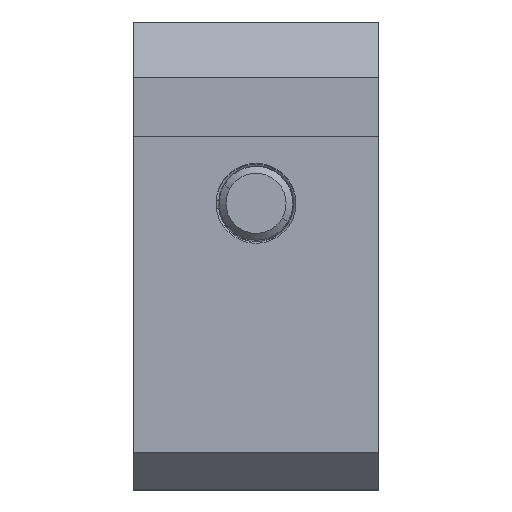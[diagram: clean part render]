
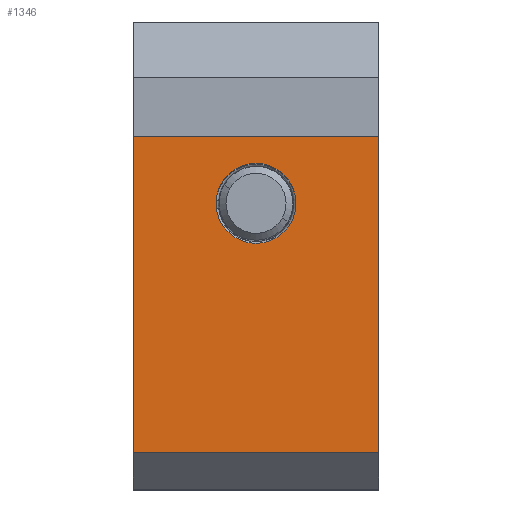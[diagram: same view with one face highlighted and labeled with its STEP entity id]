
A CAD part, top view. The second image highlights one B-rep face of the part: STEP entity #1346.
In plain terms, the highlighted face is planar.
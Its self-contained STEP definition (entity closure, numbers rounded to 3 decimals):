
#80 = VECTOR ( 'NONE', #807, 1000. ) ;
#133 = EDGE_CURVE ( 'NONE', #1186, #954, #171, .T. ) ;
#171 = LINE ( 'NONE', #960, #839 ) ;
#194 = PLANE ( 'NONE',  #1100 ) ;
#208 = CARTESIAN_POINT ( 'NONE',  ( 20., 0., 10.434 ) ) ;
#250 = VECTOR ( 'NONE', #550, 1000. ) ;
#254 = EDGE_CURVE ( 'NONE', #954, #326, #670, .T. ) ;
#326 = VERTEX_POINT ( 'NONE', #1149 ) ;
#421 = VECTOR ( 'NONE', #473, 1000. ) ;
#463 = VERTEX_POINT ( 'NONE', #1027 ) ;
#469 = VERTEX_POINT ( 'NONE', #1472 ) ;
#473 = DIRECTION ( 'NONE',  ( -1., 0., 0. ) ) ;
#512 = CIRCLE ( 'NONE', #1281, 3.25 ) ;
#550 = DIRECTION ( 'NONE',  ( -1., 0., 0. ) ) ;
#566 = EDGE_CURVE ( 'NONE', #463, #868, #512, .T. ) ;
#622 = LINE ( 'NONE', #1828, #80 ) ;
#627 = ORIENTED_EDGE ( 'NONE', *, *, #133, .F. ) ;
#670 = LINE ( 'NONE', #1881, #250 ) ;
#683 = ORIENTED_EDGE ( 'NONE', *, *, #1305, .T. ) ;
#685 = DIRECTION ( 'NONE',  ( 0., 1., 0. ) ) ;
#705 = EDGE_LOOP ( 'NONE', ( #1145, #865 ) ) ;
#724 = ORIENTED_EDGE ( 'NONE', *, *, #1089, .T. ) ;
#804 = DIRECTION ( 'NONE',  ( 0., 0., -1. ) ) ;
#807 = DIRECTION ( 'NONE',  ( 0., 0., -1. ) ) ;
#830 = CARTESIAN_POINT ( 'NONE',  ( 20., 0., 10.434 ) ) ;
#839 = VECTOR ( 'NONE', #804, 1000. ) ;
#841 = FACE_BOUND ( 'NONE', #705, .T. ) ;
#842 = CARTESIAN_POINT ( 'NONE',  ( 10., 0., 4.984 ) ) ;
#865 = ORIENTED_EDGE ( 'NONE', *, *, #1224, .T. ) ;
#868 = VERTEX_POINT ( 'NONE', #1738 ) ;
#954 = VERTEX_POINT ( 'NONE', #1244 ) ;
#960 = CARTESIAN_POINT ( 'NONE',  ( 20., 0., 10.434 ) ) ;
#992 = DIRECTION ( 'NONE',  ( 0., 0., 1. ) ) ;
#1027 = CARTESIAN_POINT ( 'NONE',  ( 10., 0., 1.734 ) ) ;
#1062 = DIRECTION ( 'NONE',  ( 0., 0., 1. ) ) ;
#1076 = LINE ( 'NONE', #830, #421 ) ;
#1089 = EDGE_CURVE ( 'NONE', #1186, #469, #1076, .T. ) ;
#1100 = AXIS2_PLACEMENT_3D ( 'NONE', #208, #1683, #1378 ) ;
#1124 = CIRCLE ( 'NONE', #1570, 3.25 ) ;
#1145 = ORIENTED_EDGE ( 'NONE', *, *, #566, .T. ) ;
#1149 = CARTESIAN_POINT ( 'NONE',  ( 0., 0., -15.266 ) ) ;
#1186 = VERTEX_POINT ( 'NONE', #1375 ) ;
#1224 = EDGE_CURVE ( 'NONE', #868, #463, #1124, .T. ) ;
#1244 = CARTESIAN_POINT ( 'NONE',  ( 20., 0., -15.266 ) ) ;
#1281 = AXIS2_PLACEMENT_3D ( 'NONE', #1657, #1634, #1062 ) ;
#1305 = EDGE_CURVE ( 'NONE', #469, #326, #622, .T. ) ;
#1346 = ADVANCED_FACE ( 'NONE', ( #841, #1365 ), #194, .F. ) ;
#1365 = FACE_OUTER_BOUND ( 'NONE', #1493, .T. ) ;
#1375 = CARTESIAN_POINT ( 'NONE',  ( 20., 0., 10.434 ) ) ;
#1378 = DIRECTION ( 'NONE',  ( 0., 0., 1. ) ) ;
#1472 = CARTESIAN_POINT ( 'NONE',  ( 0., 0., 10.434 ) ) ;
#1493 = EDGE_LOOP ( 'NONE', ( #683, #1564, #627, #724 ) ) ;
#1564 = ORIENTED_EDGE ( 'NONE', *, *, #254, .F. ) ;
#1570 = AXIS2_PLACEMENT_3D ( 'NONE', #842, #685, #992 ) ;
#1634 = DIRECTION ( 'NONE',  ( 0., 1., 0. ) ) ;
#1657 = CARTESIAN_POINT ( 'NONE',  ( 10., 0., 4.984 ) ) ;
#1683 = DIRECTION ( 'NONE',  ( 0., 1., 0. ) ) ;
#1738 = CARTESIAN_POINT ( 'NONE',  ( 10., 0., 8.234 ) ) ;
#1828 = CARTESIAN_POINT ( 'NONE',  ( 0., 0., 10.434 ) ) ;
#1881 = CARTESIAN_POINT ( 'NONE',  ( 20., 0., -15.266 ) ) ;
